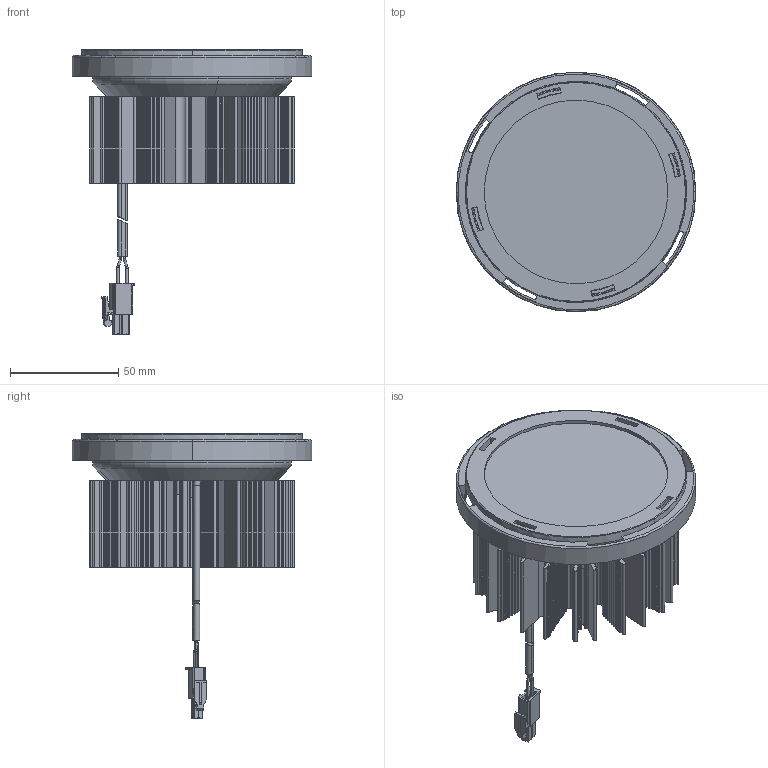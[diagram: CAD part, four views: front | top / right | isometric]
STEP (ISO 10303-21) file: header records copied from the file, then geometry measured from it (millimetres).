
FILE_DESCRIPTION(('Creo Elements/Direct Modeling STEP Export'),'2;1');
FILE_NAME('EVOLVE_111_H62.stp','2018-03-05T10:56:37',(''),(''),'Creo Elements/Direct Modeling STEP processor for AP214 (Solid Model)','Creo Elements/Direct Modeling 19.0F 14-Feb-2017 (C) Parametric Technology GmbH','');
FILE_SCHEMA(('AUTOMOTIVE_DESIGN { 1 0 10303 214 1 1 1 1 }'));
Products named in the file (16): CORPO; dissipatore; cavo_nero; CAVO-BIP_PIA; cavo.1; cavo.1.2; CAVO.1; puntale.1.1; cavo_1; cop_maschio.1; puntale.1; connettore; cablaggi; HOLDER; LED; EVOLVE111_H62
Assembly tree (15 placements, depth 4):
  EVOLVE111_H62
    LED
    HOLDER
    cablaggi
      connettore
        puntale.1
        cop_maschio.1
        cavo_1
        puntale.1.1
        CAVO.1
      cavo.1.2
      cavo.1
      CAVO-BIP_PIA
      cavo_nero
    dissipatore
    CORPO
Bounding box: 111 x 111 x 131.76 mm (x, y, z)
Volume: 174309.6 mm3; surface area: 130479.3 mm2
Topology: 12 solids, 12 shells, 4115 faces, 11428 edges, 7342 vertices
Faces by surface type: plane 1973, bspline 931, cylinder 617, cone 315, torus 193, revolution 50, sphere 36
Entity records: 192667 total; most frequent: CARTESIAN_POINT 97612, ORIENTED_EDGE 22828, DIRECTION 14884, EDGE_CURVE 11411, VERTEX_POINT 7342, VECTOR 5332, LINE 5332, AXIS2_PLACEMENT_3D 4749
